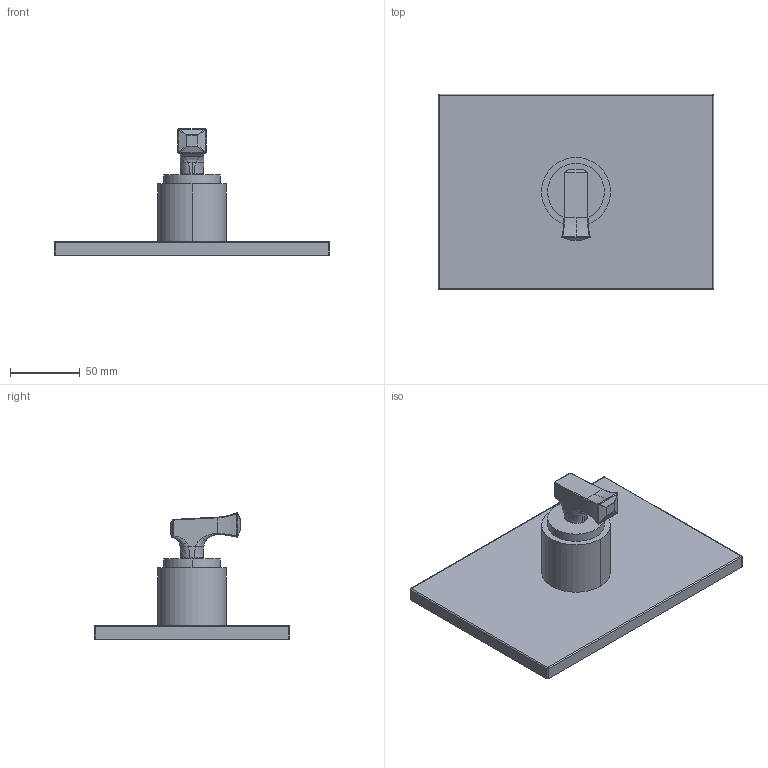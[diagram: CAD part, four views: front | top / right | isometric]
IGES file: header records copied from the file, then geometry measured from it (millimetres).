
Start section:  PTC IGES file: 3-2574ts.igs
Global section: file name: 3-2574ts.igs; native system: Creo Parametric by PTC Inc.; preprocessor: 2018400; author: jinson.thomas; organization: Unknown; date: 20201204.133128; units: inch
Bounding box: 196.85 x 139.7 x 90.18 mm (x, y, z)
Volume: 364770.4 mm3; surface area: 72450.3 mm2
Topology: 1 solids, 1 shells, 132 faces, 291 edges, 165 vertices
Faces by surface type: bspline 77, revolution 54, extrusion 1
